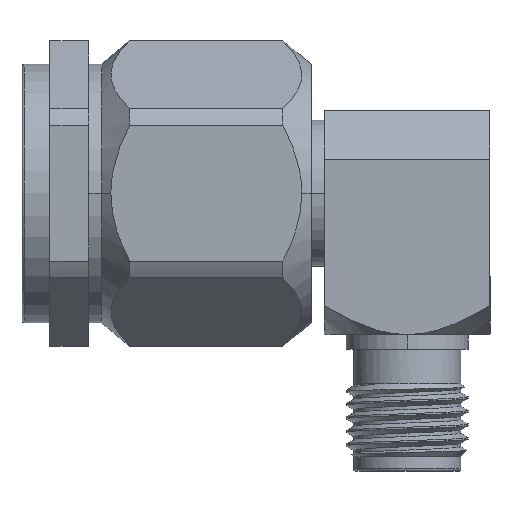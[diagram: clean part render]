
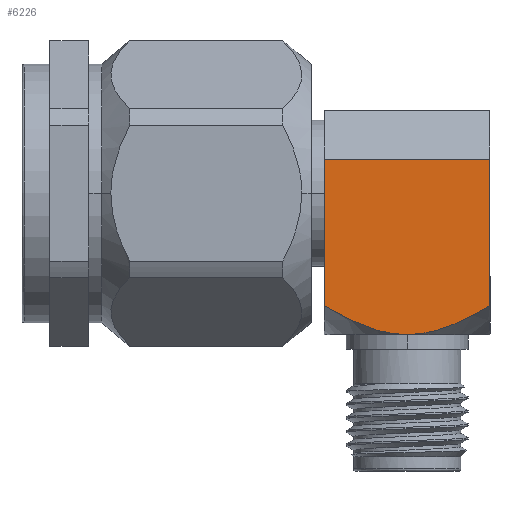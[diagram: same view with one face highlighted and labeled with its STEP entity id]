
A CAD part, top view. The second image highlights one B-rep face of the part: STEP entity #6226.
In plain terms, the highlighted planar face has unit normal (0, 0, 1).
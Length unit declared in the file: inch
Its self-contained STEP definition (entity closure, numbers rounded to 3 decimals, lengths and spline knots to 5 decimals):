
#114 = DIRECTION ( 'NONE',  ( -1., 0., 0. ) ) ;
#241 = CARTESIAN_POINT ( 'NONE',  ( 0.96, -0.2308, 0.17 ) ) ;
#278 = CARTESIAN_POINT ( 'NONE',  ( 0.85036, -0.28165, 0.17 ) ) ;
#584 = CARTESIAN_POINT ( 'NONE',  ( 0.72964, -0.28165, 0.17 ) ) ;
#619 = DIRECTION ( 'NONE',  ( 0., 1., 0. ) ) ;
#631 = PLANE ( 'NONE',  #1813 ) ;
#635 = ORIENTED_EDGE ( 'NONE', *, *, #2163, .T. ) ;
#660 = VERTEX_POINT ( 'NONE', #6152 ) ;
#948 = B_SPLINE_CURVE_WITH_KNOTS ( 'NONE', 3,
 ( #3906, #1072, #3403, #584, #1543, #2979, #2077, #1565 ),
 .UNSPECIFIED., .F., .F.,
 ( 4, 2, 2, 4 ),
 ( 0.03555, 0.0367, 0.03785, 0.04015 ),
 .UNSPECIFIED. ) ;
#962 = CARTESIAN_POINT ( 'NONE',  ( 0.96, -0.2308, 0.17 ) ) ;
#1072 = CARTESIAN_POINT ( 'NONE',  ( 0.77487, -0.28988, 0.17 ) ) ;
#1219 = VERTEX_POINT ( 'NONE', #3198 ) ;
#1284 = FACE_OUTER_BOUND ( 'NONE', #3649, .T. ) ;
#1364 = VERTEX_POINT ( 'NONE', #962 ) ;
#1532 = CARTESIAN_POINT ( 'NONE',  ( 0.96, 0.07, 0.17 ) ) ;
#1543 = CARTESIAN_POINT ( 'NONE',  ( 0.71519, -0.27703, 0.17 ) ) ;
#1565 = CARTESIAN_POINT ( 'NONE',  ( 0.62, -0.2308, 0.17 ) ) ;
#1587 = DIRECTION ( 'NONE',  ( 0., 0., -1. ) ) ;
#1599 = EDGE_CURVE ( 'NONE', #1364, #1219, #5015, .T. ) ;
#1813 = AXIS2_PLACEMENT_3D ( 'NONE', #2467, #1587, #114 ) ;
#1864 = EDGE_CURVE ( 'NONE', #1364, #5707, #4236, .T. ) ;
#1897 = ORIENTED_EDGE ( 'NONE', *, *, #5096, .F. ) ;
#2077 = CARTESIAN_POINT ( 'NONE',  ( 0.64619, -0.24634, 0.17 ) ) ;
#2118 = CARTESIAN_POINT ( 'NONE',  ( 0.80513, -0.28988, 0.17 ) ) ;
#2163 = EDGE_CURVE ( 'NONE', #5707, #660, #5131, .T. ) ;
#2338 = VECTOR ( 'NONE', #3375, 39.37008 ) ;
#2354 = DIRECTION ( 'NONE',  ( -1., 0., 0. ) ) ;
#2467 = CARTESIAN_POINT ( 'NONE',  ( 0.62, -0.17, 0.17 ) ) ;
#2701 = ORIENTED_EDGE ( 'NONE', *, *, #3731, .F. ) ;
#2979 = CARTESIAN_POINT ( 'NONE',  ( 0.67293, -0.2606, 0.17 ) ) ;
#3103 = VERTEX_POINT ( 'NONE', #6140 ) ;
#3132 = ORIENTED_EDGE ( 'NONE', *, *, #1599, .F. ) ;
#3176 = CARTESIAN_POINT ( 'NONE',  ( 0.86481, -0.27703, 0.17 ) ) ;
#3198 = CARTESIAN_POINT ( 'NONE',  ( 0.79, -0.28988, 0.17 ) ) ;
#3320 = LINE ( 'NONE', #5106, #2338 ) ;
#3324 = VECTOR ( 'NONE', #2354, 39.37008 ) ;
#3375 = DIRECTION ( 'NONE',  ( 0., 1., 0. ) ) ;
#3403 = CARTESIAN_POINT ( 'NONE',  ( 0.75973, -0.28815, 0.17 ) ) ;
#3649 = EDGE_LOOP ( 'NONE', ( #4720, #635, #2701, #1897, #3132 ) ) ;
#3731 = EDGE_CURVE ( 'NONE', #3103, #660, #3320, .T. ) ;
#3735 = CARTESIAN_POINT ( 'NONE',  ( 0.62, 0.07, 0.17 ) ) ;
#3906 = CARTESIAN_POINT ( 'NONE',  ( 0.79, -0.28988, 0.17 ) ) ;
#4236 = LINE ( 'NONE', #6010, #5392 ) ;
#4720 = ORIENTED_EDGE ( 'NONE', *, *, #1864, .T. ) ;
#4991 = CARTESIAN_POINT ( 'NONE',  ( 0.82027, -0.28815, 0.17 ) ) ;
#5015 = B_SPLINE_CURVE_WITH_KNOTS ( 'NONE', 3,
 ( #241, #5056, #6033, #3176, #278, #4991, #2118, #5978 ),
 .UNSPECIFIED., .F., .F.,
 ( 4, 2, 2, 4 ),
 ( 0.0346, 0.0369, 0.03805, 0.0392 ),
 .UNSPECIFIED. ) ;
#5056 = CARTESIAN_POINT ( 'NONE',  ( 0.93381, -0.24634, 0.17 ) ) ;
#5096 = EDGE_CURVE ( 'NONE', #1219, #3103, #948, .T. ) ;
#5106 = CARTESIAN_POINT ( 'NONE',  ( 0.62, -0.17, 0.17 ) ) ;
#5131 = LINE ( 'NONE', #3735, #3324 ) ;
#5392 = VECTOR ( 'NONE', #619, 39.37008 ) ;
#5707 = VERTEX_POINT ( 'NONE', #1532 ) ;
#5978 = CARTESIAN_POINT ( 'NONE',  ( 0.79, -0.28988, 0.17 ) ) ;
#6010 = CARTESIAN_POINT ( 'NONE',  ( 0.96, -0.17, 0.17 ) ) ;
#6033 = CARTESIAN_POINT ( 'NONE',  ( 0.90707, -0.2606, 0.17 ) ) ;
#6140 = CARTESIAN_POINT ( 'NONE',  ( 0.62, -0.2308, 0.17 ) ) ;
#6152 = CARTESIAN_POINT ( 'NONE',  ( 0.62, 0.07, 0.17 ) ) ;
#6226 = ADVANCED_FACE ( 'NONE', ( #1284 ), #631, .F. ) ;
